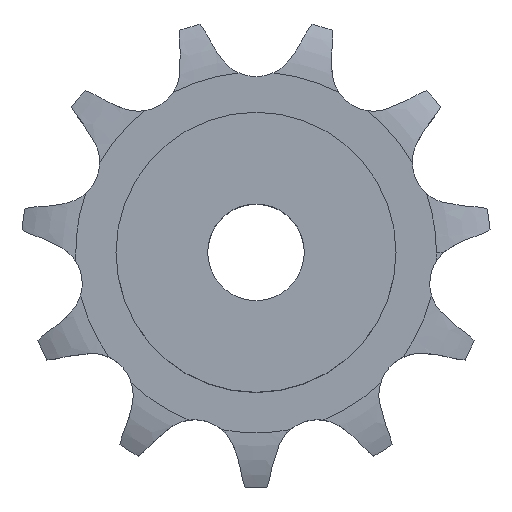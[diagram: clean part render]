
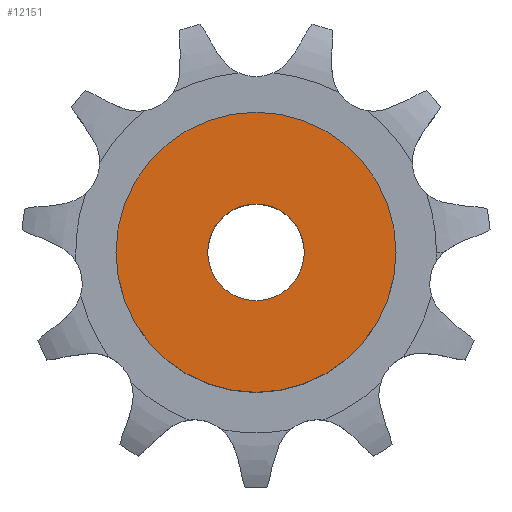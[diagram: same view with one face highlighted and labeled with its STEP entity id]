
A CAD part, top view. The second image highlights one B-rep face of the part: STEP entity #12151.
In plain terms, the highlighted planar face has unit normal (0, 0, 1).
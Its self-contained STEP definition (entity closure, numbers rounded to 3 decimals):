
#2025 = CYLINDRICAL_SURFACE('',#2026,14.5);
#2026 = AXIS2_PLACEMENT_3D('',#2027,#2028,#2029);
#2027 = CARTESIAN_POINT('',(0.,0.,0.));
#2028 = DIRECTION('',(-0.,-0.,-1.));
#2029 = DIRECTION('',(1.,0.,0.));
#8023 = VERTEX_POINT('',#8024);
#8024 = CARTESIAN_POINT('',(14.5,0.,25.));
#8045 = EDGE_CURVE('',#8023,#8023,#8046,.T.);
#8046 = SURFACE_CURVE('',#8047,(#8052,#8059),.PCURVE_S1.);
#8047 = CIRCLE('',#8048,14.5);
#8048 = AXIS2_PLACEMENT_3D('',#8049,#8050,#8051);
#8049 = CARTESIAN_POINT('',(0.,0.,25.));
#8050 = DIRECTION('',(0.,0.,1.));
#8051 = DIRECTION('',(1.,0.,0.));
#8052 = PCURVE('',#2025,#8053);
#8053 = DEFINITIONAL_REPRESENTATION('',(#8054),#8058);
#8054 = LINE('',#8055,#8056);
#8055 = CARTESIAN_POINT('',(-0.,-25.));
#8056 = VECTOR('',#8057,1.);
#8057 = DIRECTION('',(-1.,0.));
#8058 = ( GEOMETRIC_REPRESENTATION_CONTEXT(2) 
PARAMETRIC_REPRESENTATION_CONTEXT() REPRESENTATION_CONTEXT('2D SPACE',''
  ) );
#8059 = PCURVE('',#8060,#8065);
#8060 = PLANE('',#8061);
#8061 = AXIS2_PLACEMENT_3D('',#8062,#8063,#8064);
#8062 = CARTESIAN_POINT('',(0.,0.,25.)
  );
#8063 = DIRECTION('',(0.,0.,1.));
#8064 = DIRECTION('',(1.,0.,0.));
#8065 = DEFINITIONAL_REPRESENTATION('',(#8066),#8070);
#8066 = CIRCLE('',#8067,14.5);
#8067 = AXIS2_PLACEMENT_2D('',#8068,#8069);
#8068 = CARTESIAN_POINT('',(0.,0.));
#8069 = DIRECTION('',(1.,0.));
#8070 = ( GEOMETRIC_REPRESENTATION_CONTEXT(2) 
PARAMETRIC_REPRESENTATION_CONTEXT() REPRESENTATION_CONTEXT('2D SPACE',''
  ) );
#10450 = CYLINDRICAL_SURFACE('',#10451,5.);
#10451 = AXIS2_PLACEMENT_3D('',#10452,#10453,#10454);
#10452 = CARTESIAN_POINT('',(0.,0.,84.884));
#10453 = DIRECTION('',(0.,0.,1.));
#10454 = DIRECTION('',(1.,0.,0.));
#12151 = ADVANCED_FACE('',(#12152,#12155),#8060,.T.);
#12152 = FACE_BOUND('',#12153,.T.);
#12153 = EDGE_LOOP('',(#12154));
#12154 = ORIENTED_EDGE('',*,*,#8045,.T.);
#12155 = FACE_BOUND('',#12156,.T.);
#12156 = EDGE_LOOP('',(#12157));
#12157 = ORIENTED_EDGE('',*,*,#12158,.F.);
#12158 = EDGE_CURVE('',#12159,#12159,#12161,.T.);
#12159 = VERTEX_POINT('',#12160);
#12160 = CARTESIAN_POINT('',(5.,0.,25.));
#12161 = SURFACE_CURVE('',#12162,(#12167,#12174),.PCURVE_S1.);
#12162 = CIRCLE('',#12163,5.);
#12163 = AXIS2_PLACEMENT_3D('',#12164,#12165,#12166);
#12164 = CARTESIAN_POINT('',(0.,0.,25.));
#12165 = DIRECTION('',(0.,0.,1.));
#12166 = DIRECTION('',(1.,0.,0.));
#12167 = PCURVE('',#8060,#12168);
#12168 = DEFINITIONAL_REPRESENTATION('',(#12169),#12173);
#12169 = CIRCLE('',#12170,5.);
#12170 = AXIS2_PLACEMENT_2D('',#12171,#12172);
#12171 = CARTESIAN_POINT('',(0.,0.));
#12172 = DIRECTION('',(1.,0.));
#12173 = ( GEOMETRIC_REPRESENTATION_CONTEXT(2) 
PARAMETRIC_REPRESENTATION_CONTEXT() REPRESENTATION_CONTEXT('2D SPACE',''
  ) );
#12174 = PCURVE('',#10450,#12175);
#12175 = DEFINITIONAL_REPRESENTATION('',(#12176),#12180);
#12176 = LINE('',#12177,#12178);
#12177 = CARTESIAN_POINT('',(0.,-59.884));
#12178 = VECTOR('',#12179,1.);
#12179 = DIRECTION('',(1.,0.));
#12180 = ( GEOMETRIC_REPRESENTATION_CONTEXT(2) 
PARAMETRIC_REPRESENTATION_CONTEXT() REPRESENTATION_CONTEXT('2D SPACE',''
  ) );
